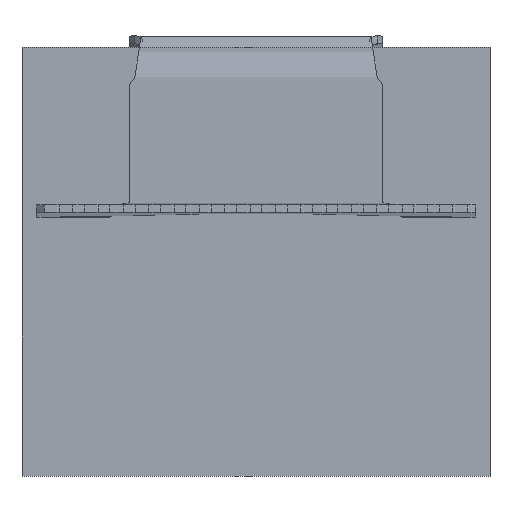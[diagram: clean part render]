
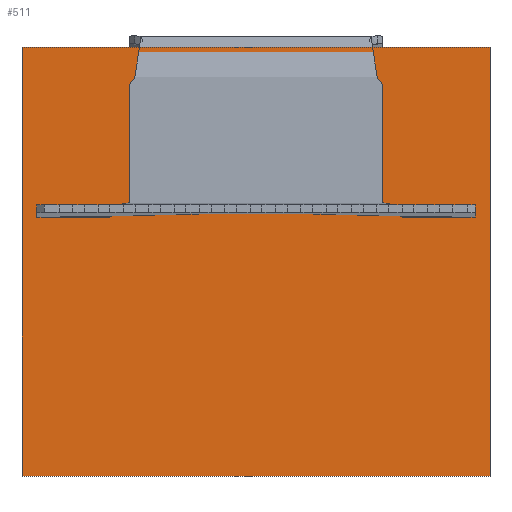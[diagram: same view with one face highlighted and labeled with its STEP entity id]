
A CAD part, front view. The second image highlights one B-rep face of the part: STEP entity #511.
In plain terms, the highlighted planar face has unit normal (0, -1, 0).
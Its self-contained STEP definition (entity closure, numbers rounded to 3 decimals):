
#57=PLANE('',#3841);
#511=ADVANCED_FACE('',(#742),#57,.T.);
#742=FACE_OUTER_BOUND('',#980,.T.);
#980=EDGE_LOOP('',(#2035,#2036,#2037,#2038));
#2035=ORIENTED_EDGE('',*,*,#2623,.T.);
#2036=ORIENTED_EDGE('',*,*,#2627,.T.);
#2037=ORIENTED_EDGE('',*,*,#2630,.T.);
#2038=ORIENTED_EDGE('',*,*,#2632,.T.);
#2623=EDGE_CURVE('',#3567,#3566,#3182,.T.);
#2627=EDGE_CURVE('',#3566,#3569,#3186,.T.);
#2630=EDGE_CURVE('',#3569,#3571,#3189,.T.);
#2632=EDGE_CURVE('',#3571,#3567,#3191,.T.);
#3182=B_SPLINE_CURVE_WITH_KNOTS('',1,(#10869,#10870),.UNSPECIFIED.,.F.,
 .F.,(2,2),(-46.,-35.),.UNSPECIFIED.);
#3186=B_SPLINE_CURVE_WITH_KNOTS('',1,(#10877,#10878),.UNSPECIFIED.,.F.,
 .F.,(2,2),(-35.,-23.),.UNSPECIFIED.);
#3189=B_SPLINE_CURVE_WITH_KNOTS('',1,(#10883,#10884),.UNSPECIFIED.,.F.,
 .F.,(2,2),(-23.,-12.),.UNSPECIFIED.);
#3191=B_SPLINE_CURVE_WITH_KNOTS('',1,(#10887,#10888),.UNSPECIFIED.,.F.,
 .F.,(2,2),(-12.,0.),.UNSPECIFIED.);
#3566=VERTEX_POINT('',#10859);
#3567=VERTEX_POINT('',#10860);
#3569=VERTEX_POINT('',#10862);
#3571=VERTEX_POINT('',#10864);
#3841=AXIS2_PLACEMENT_3D('',#10856,#3878,$);
#3878=DIRECTION('',(0.,-1.,0.));
#10856=CARTESIAN_POINT('',(10.875,6.43,4.234));
#10859=CARTESIAN_POINT('',(-1.125,6.43,-6.766));
#10860=CARTESIAN_POINT('',(-1.125,6.43,4.234));
#10862=CARTESIAN_POINT('',(10.875,6.43,-6.766));
#10864=CARTESIAN_POINT('',(10.875,6.43,4.234));
#10869=CARTESIAN_POINT('',(-1.125,6.43,4.234));
#10870=CARTESIAN_POINT('',(-1.125,6.43,-6.766));
#10877=CARTESIAN_POINT('',(-1.125,6.43,-6.766));
#10878=CARTESIAN_POINT('',(10.875,6.43,-6.766));
#10883=CARTESIAN_POINT('',(10.875,6.43,-6.766));
#10884=CARTESIAN_POINT('',(10.875,6.43,4.234));
#10887=CARTESIAN_POINT('',(10.875,6.43,4.234));
#10888=CARTESIAN_POINT('',(-1.125,6.43,4.234));
